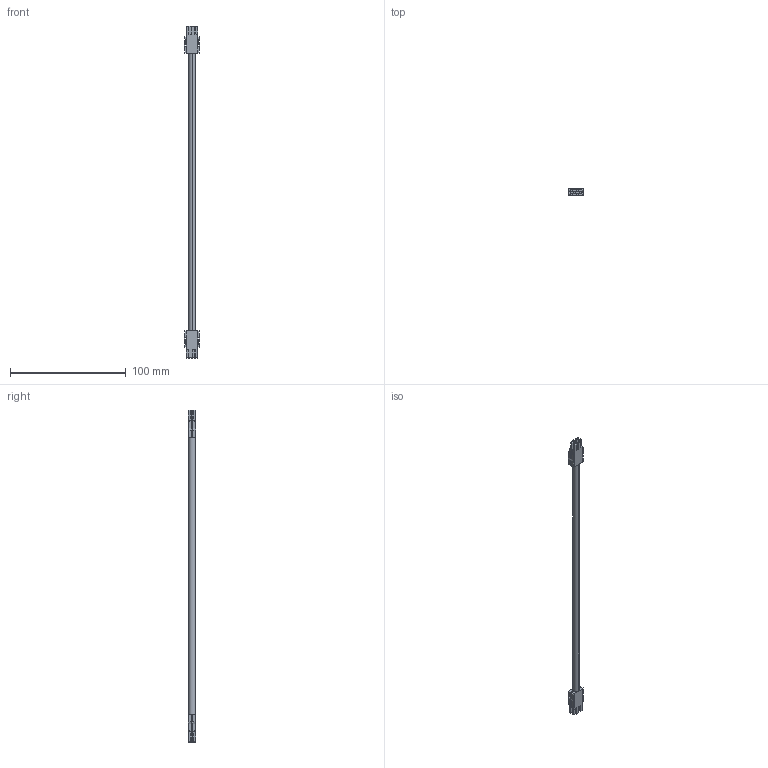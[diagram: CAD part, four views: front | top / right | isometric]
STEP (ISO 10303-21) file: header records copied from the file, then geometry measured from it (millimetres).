
FILE_DESCRIPTION (( 'STEP AP214' ), '1' );
FILE_NAME ('INGUN_62478.STEP', '2020-08-07T06:14:03', ( '' ), ( '' ), 'SwSTEP 2.0', 'SolidWorks 2018', '' );
FILE_SCHEMA (( 'AUTOMOTIVE_DESIGN' ));
Length unit declared in the file: millimetre
Products named in the file (4): K_30631~0_S; K_35093~0_S; INGUN_62478; K_84252~0_S
Assembly tree (5 placements, depth 2):
  INGUN_62478
    K_35093~0_S  x2
    K_84252~0_S
    K_30631~0_S  x2
Bounding box: 13.5 x 6.25 x 287 mm (x, y, z)
Volume: 9433.8 mm3; surface area: 7897 mm2
Topology: 5 solids, 5 shells, 272 faces, 706 edges, 452 vertices
Faces by surface type: plane 238, cylinder 34
Entity records: 4278 total; most frequent: CARTESIAN_POINT 754, ORIENTED_EDGE 712, DIRECTION 672, EDGE_CURVE 356, VECTOR 316, LINE 316, VERTEX_POINT 228, AXIS2_PLACEMENT_3D 178
